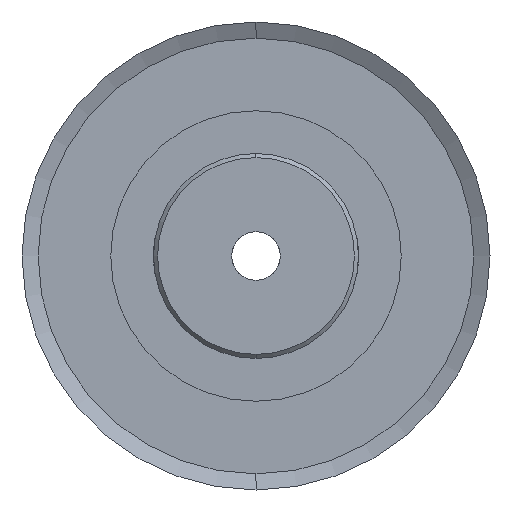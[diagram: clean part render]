
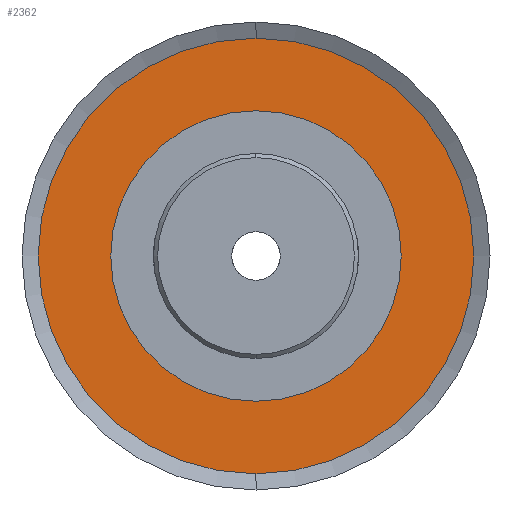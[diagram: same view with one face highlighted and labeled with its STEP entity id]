
A CAD part, left-side view. The second image highlights one B-rep face of the part: STEP entity #2362.
In plain terms, the highlighted planar face has unit normal (-1, 0, 0).
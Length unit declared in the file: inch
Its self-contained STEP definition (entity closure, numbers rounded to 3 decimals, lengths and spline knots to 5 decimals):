
#430 = EDGE_CURVE ( 'NONE', #7628, #6408, #2750, .T. ) ;
#667 = CIRCLE ( 'NONE', #5709, 0.35433 ) ;
#900 = CARTESIAN_POINT ( 'NONE',  ( -0.12402, 0., 0.5315 ) ) ;
#1198 = ORIENTED_EDGE ( 'NONE', *, *, #3802, .T. ) ;
#1239 = DIRECTION ( 'NONE',  ( 0., 0., 1. ) ) ;
#1805 = EDGE_CURVE ( 'NONE', #7566, #7666, #667, .T. ) ;
#1902 = CARTESIAN_POINT ( 'NONE',  ( -0.12402, 0., 0. ) ) ;
#2039 = AXIS2_PLACEMENT_3D ( 'NONE', #2412, #7396, #3135 ) ;
#2169 = EDGE_CURVE ( 'NONE', #6408, #7628, #3430, .T. ) ;
#2327 = EDGE_LOOP ( 'NONE', ( #1198, #2573 ) ) ;
#2362 = ADVANCED_FACE ( 'NONE', ( #3542, #5416 ), #8310, .T. ) ;
#2412 = CARTESIAN_POINT ( 'NONE',  ( -0.12402, 0., 0. ) ) ;
#2573 = ORIENTED_EDGE ( 'NONE', *, *, #1805, .T. ) ;
#2597 = DIRECTION ( 'NONE',  ( 0., 0., -1. ) ) ;
#2729 = CARTESIAN_POINT ( 'NONE',  ( -0.12402, 0., 0.35433 ) ) ;
#2750 = CIRCLE ( 'NONE', #3686, 0.5315 ) ;
#3064 = EDGE_LOOP ( 'NONE', ( #7027, #5002 ) ) ;
#3135 = DIRECTION ( 'NONE',  ( 0., 0., -1. ) ) ;
#3430 = CIRCLE ( 'NONE', #2039, 0.5315 ) ;
#3535 = CARTESIAN_POINT ( 'NONE',  ( -0.12402, 0., 0. ) ) ;
#3542 = FACE_BOUND ( 'NONE', #2327, .T. ) ;
#3686 = AXIS2_PLACEMENT_3D ( 'NONE', #6305, #6333, #6350 ) ;
#3802 = EDGE_CURVE ( 'NONE', #7666, #7566, #8493, .T. ) ;
#4029 = CARTESIAN_POINT ( 'NONE',  ( -0.12402, 0.5315, 0. ) ) ;
#4250 = DIRECTION ( 'NONE',  ( 0., 0., -1. ) ) ;
#4285 = CARTESIAN_POINT ( 'NONE',  ( -0.12402, 0., -0.35433 ) ) ;
#5002 = ORIENTED_EDGE ( 'NONE', *, *, #430, .F. ) ;
#5416 = FACE_OUTER_BOUND ( 'NONE', #3064, .T. ) ;
#5479 = DIRECTION ( 'NONE',  ( -1., 0., 0. ) ) ;
#5648 = CARTESIAN_POINT ( 'NONE',  ( -0.12402, 0., -0.5315 ) ) ;
#5709 = AXIS2_PLACEMENT_3D ( 'NONE', #1902, #6880, #2597 ) ;
#6305 = CARTESIAN_POINT ( 'NONE',  ( -0.12402, 0., 0. ) ) ;
#6333 = DIRECTION ( 'NONE',  ( 1., 0., 0. ) ) ;
#6350 = DIRECTION ( 'NONE',  ( 0., 0., -1. ) ) ;
#6408 = VERTEX_POINT ( 'NONE', #900 ) ;
#6880 = DIRECTION ( 'NONE',  ( 1., 0., 0. ) ) ;
#7027 = ORIENTED_EDGE ( 'NONE', *, *, #2169, .F. ) ;
#7177 = AXIS2_PLACEMENT_3D ( 'NONE', #3535, #8487, #4250 ) ;
#7396 = DIRECTION ( 'NONE',  ( 1., 0., 0. ) ) ;
#7566 = VERTEX_POINT ( 'NONE', #2729 ) ;
#7628 = VERTEX_POINT ( 'NONE', #5648 ) ;
#7666 = VERTEX_POINT ( 'NONE', #4285 ) ;
#8310 = PLANE ( 'NONE',  #9160 ) ;
#8487 = DIRECTION ( 'NONE',  ( 1., 0., 0. ) ) ;
#8493 = CIRCLE ( 'NONE', #7177, 0.35433 ) ;
#9160 = AXIS2_PLACEMENT_3D ( 'NONE', #4029, #5479, #1239 ) ;
